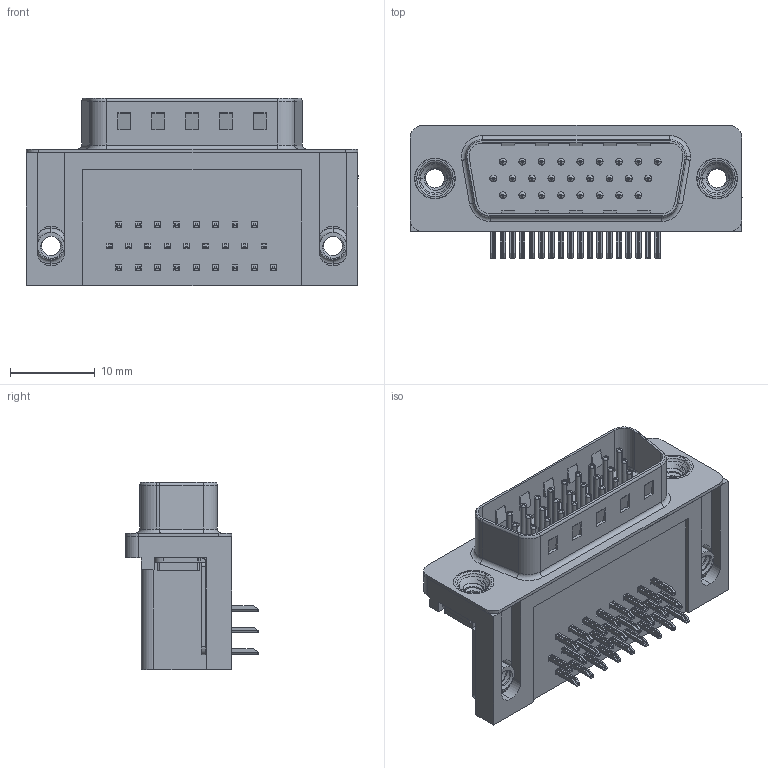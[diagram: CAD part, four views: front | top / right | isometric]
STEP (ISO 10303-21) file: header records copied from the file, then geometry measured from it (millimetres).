
FILE_DESCRIPTION (( 'STEP AP203' ), '1' );
FILE_NAME ('633-026-363-052.STEP', '2018-11-09T00:21:20', ( '' ), ( '' ), 'SwSTEP 2.0', 'SolidWorks 2016', '' );
FILE_SCHEMA (( 'CONFIG_CONTROL_DESIGN' ));
Length unit declared in the file: millimetre
Products named in the file (8): 633 Contact Middle; 633 Contact Top; 633 4-40 Threaded Board Mount; 633 4-40 Threaded Rivet; 633-026-363-052; 633 Housing_26 Contact; 633 Shell_26 Contact; 633 Contact Bottom
Assembly tree (32 placements, depth 2):
  633-026-363-052
    633 Housing_26 Contact
    633 Shell_26 Contact
    633 Contact Bottom  x8
    633 Contact Middle  x9
    633 Contact Top  x9
    633 4-40 Threaded Board Mount  x2
    633 4-40 Threaded Rivet  x2
Bounding box: 39.22 x 15.73 x 22.1 mm (x, y, z)
Volume: 5611 mm3; surface area: 7330.1 mm2
Topology: 32 solids, 32 shells, 2334 faces, 5778 edges, 3569 vertices
Faces by surface type: plane 1421, cylinder 690, torus 199, bspline 12, cone 12
Entity records: 25685 total; most frequent: CARTESIAN_POINT 6896, DIRECTION 3667, ORIENTED_EDGE 3522, EDGE_CURVE 1761, AXIS2_PLACEMENT_3D 1241, VECTOR 1185, LINE 1185, VERTEX_POINT 1125
